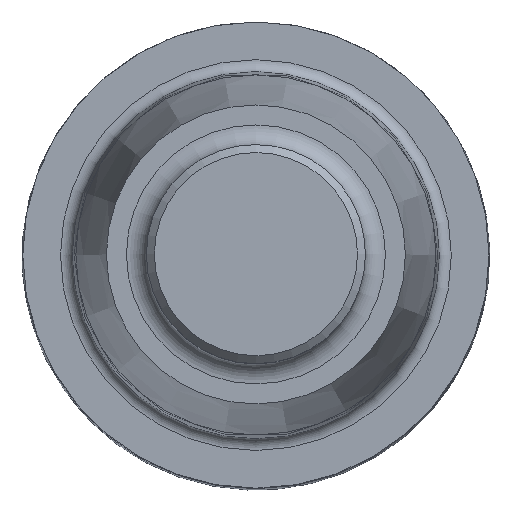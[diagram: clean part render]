
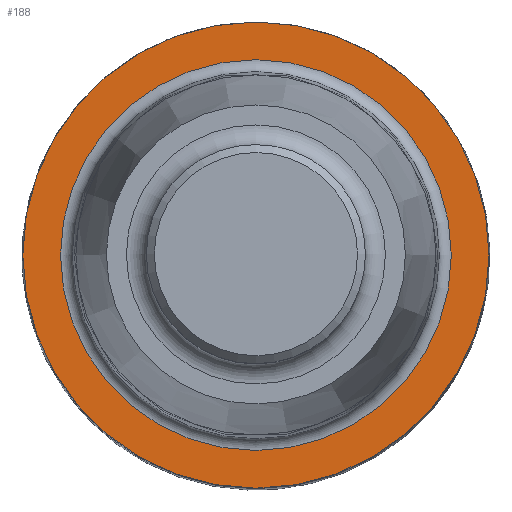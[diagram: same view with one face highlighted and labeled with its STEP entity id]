
A CAD part, top view. The second image highlights one B-rep face of the part: STEP entity #188.
In plain terms, the highlighted planar face has unit normal (0, 0, 1).
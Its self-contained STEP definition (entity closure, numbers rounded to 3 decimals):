
#156=PLANE('',#651);
#188=ADVANCED_FACE('',(#248,#249),#156,.F.);
#248=FACE_BOUND('',#298,.T.);
#249=FACE_BOUND('',#299,.T.);
#298=EDGE_LOOP('',(#372));
#299=EDGE_LOOP('',(#373));
#372=ORIENTED_EDGE('',*,*,#494,.T.);
#373=ORIENTED_EDGE('',*,*,#493,.F.);
#452=VERTEX_POINT('',#1067);
#453=VERTEX_POINT('',#1070);
#493=EDGE_CURVE('',#452,#452,#529,.T.);
#494=EDGE_CURVE('',#453,#453,#530,.T.);
#529=CIRCLE('',#648,5.85);
#530=CIRCLE('',#650,4.904);
#648=AXIS2_PLACEMENT_3D('',#1066,#765,#766);
#650=AXIS2_PLACEMENT_3D('',#1069,#769,#770);
#651=AXIS2_PLACEMENT_3D('',#1071,#771,#772);
#765=DIRECTION('',(0.,0.,-1.));
#766=DIRECTION('',(-1.,0.,0.));
#769=DIRECTION('',(0.,0.,-1.));
#770=DIRECTION('',(-1.,0.,0.));
#771=DIRECTION('',(0.,0.,-1.));
#772=DIRECTION('',(-1.,0.,0.));
#1066=CARTESIAN_POINT('',(0.,0.,0.));
#1067=CARTESIAN_POINT('',(-5.85,0.,0.));
#1069=CARTESIAN_POINT('',(0.,0.,0.));
#1070=CARTESIAN_POINT('',(-4.904,0.,0.));
#1071=CARTESIAN_POINT('',(-4.615,0.,0.));
